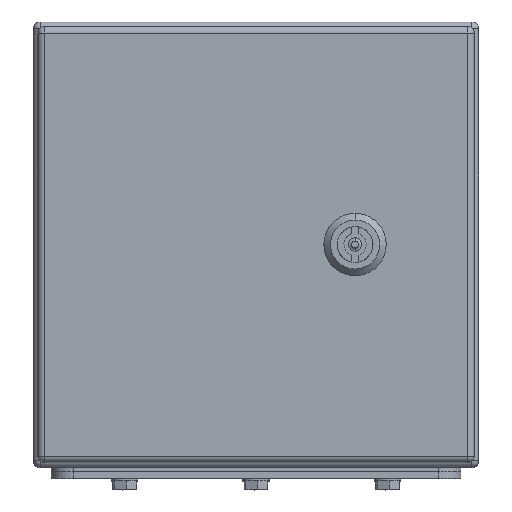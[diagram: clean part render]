
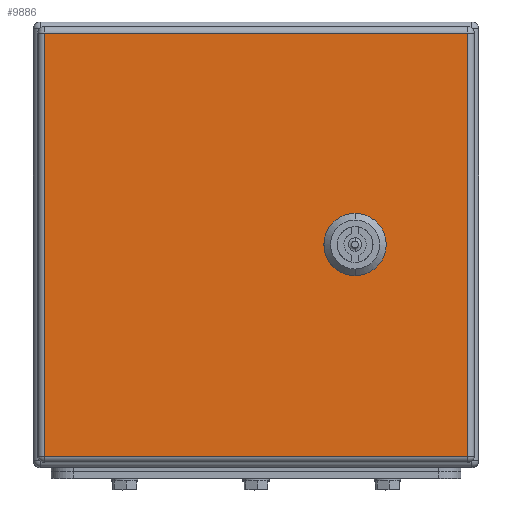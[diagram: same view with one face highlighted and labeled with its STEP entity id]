
A CAD part, top view. The second image highlights one B-rep face of the part: STEP entity #9886.
In plain terms, the highlighted planar face has unit normal (0, 0, 1).
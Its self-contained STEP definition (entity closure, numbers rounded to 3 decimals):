
#9793=AXIS2_PLACEMENT_3D('Plane Axis2P3D',#9790,#9791,#9792) ;
#9822=AXIS2_PLACEMENT_3D('Circle Axis2P3D',#9820,#9821,$) ;
#9838=AXIS2_PLACEMENT_3D('Circle Axis2P3D',#9836,#9837,$) ;
#9852=AXIS2_PLACEMENT_3D('Circle Axis2P3D',#9850,#9851,$) ;
#9866=AXIS2_PLACEMENT_3D('Circle Axis2P3D',#9864,#9865,$) ;
#9543=CARTESIAN_POINT('Vertex',(5.,15.,150.)) ;
#9546=CARTESIAN_POINT('Line Origine',(5.,110.,150.)) ;
#9550=CARTESIAN_POINT('Vertex',(5.,205.,150.)) ;
#9790=CARTESIAN_POINT('Axis2P3D Location',(100.,110.,150.)) ;
#9795=CARTESIAN_POINT('Line Origine',(195.,110.,150.)) ;
#9799=CARTESIAN_POINT('Vertex',(195.,15.,150.)) ;
#9801=CARTESIAN_POINT('Vertex',(195.,205.,150.)) ;
#9804=CARTESIAN_POINT('Line Origine',(100.,205.,150.)) ;
#9809=CARTESIAN_POINT('Line Origine',(100.,15.,150.)) ;
#9820=CARTESIAN_POINT('Axis2P3D Location',(144.5,110.,150.)) ;
#9824=CARTESIAN_POINT('Vertex',(139.863,120.25,150.)) ;
#9826=CARTESIAN_POINT('Vertex',(134.25,114.637,150.)) ;
#9829=CARTESIAN_POINT('Line Origine',(144.5,120.25,150.)) ;
#9833=CARTESIAN_POINT('Vertex',(149.137,120.25,150.)) ;
#9836=CARTESIAN_POINT('Axis2P3D Location',(144.5,110.,150.)) ;
#9840=CARTESIAN_POINT('Vertex',(154.75,114.637,150.)) ;
#9843=CARTESIAN_POINT('Line Origine',(154.75,110.,150.)) ;
#9847=CARTESIAN_POINT('Vertex',(154.75,105.363,150.)) ;
#9850=CARTESIAN_POINT('Axis2P3D Location',(144.5,110.,150.)) ;
#9854=CARTESIAN_POINT('Vertex',(149.137,99.75,150.)) ;
#9857=CARTESIAN_POINT('Line Origine',(144.5,99.75,150.)) ;
#9861=CARTESIAN_POINT('Vertex',(139.863,99.75,150.)) ;
#9864=CARTESIAN_POINT('Axis2P3D Location',(144.5,110.,150.)) ;
#9868=CARTESIAN_POINT('Vertex',(134.25,105.363,150.)) ;
#9871=CARTESIAN_POINT('Line Origine',(134.25,110.,150.)) ;
#9547=DIRECTION('Vector Direction',(0.,1.,0.)) ;
#9791=DIRECTION('Axis2P3D Direction',(0.,0.,1.)) ;
#9792=DIRECTION('Axis2P3D XDirection',(1.,0.,0.)) ;
#9796=DIRECTION('Vector Direction',(0.,1.,0.)) ;
#9805=DIRECTION('Vector Direction',(-1.,0.,0.)) ;
#9810=DIRECTION('Vector Direction',(1.,0.,0.)) ;
#9821=DIRECTION('Axis2P3D Direction',(0.,0.,1.)) ;
#9830=DIRECTION('Vector Direction',(-1.,0.,0.)) ;
#9837=DIRECTION('Axis2P3D Direction',(0.,0.,1.)) ;
#9844=DIRECTION('Vector Direction',(0.,1.,0.)) ;
#9851=DIRECTION('Axis2P3D Direction',(0.,0.,1.)) ;
#9858=DIRECTION('Vector Direction',(1.,0.,0.)) ;
#9865=DIRECTION('Axis2P3D Direction',(0.,0.,1.)) ;
#9872=DIRECTION('Vector Direction',(0.,-1.,0.)) ;
#9548=VECTOR('Line Direction',#9547,1.) ;
#9797=VECTOR('Line Direction',#9796,1.) ;
#9806=VECTOR('Line Direction',#9805,1.) ;
#9811=VECTOR('Line Direction',#9810,1.) ;
#9831=VECTOR('Line Direction',#9830,1.) ;
#9845=VECTOR('Line Direction',#9844,1.) ;
#9859=VECTOR('Line Direction',#9858,1.) ;
#9873=VECTOR('Line Direction',#9872,1.) ;
#9815=ORIENTED_EDGE('',*,*,#9803,.T.) ;
#9816=ORIENTED_EDGE('',*,*,#9808,.T.) ;
#9817=ORIENTED_EDGE('',*,*,#9552,.T.) ;
#9818=ORIENTED_EDGE('',*,*,#9813,.T.) ;
#9877=ORIENTED_EDGE('',*,*,#9828,.F.) ;
#9878=ORIENTED_EDGE('',*,*,#9835,.F.) ;
#9879=ORIENTED_EDGE('',*,*,#9842,.F.) ;
#9880=ORIENTED_EDGE('',*,*,#9849,.F.) ;
#9881=ORIENTED_EDGE('',*,*,#9856,.F.) ;
#9882=ORIENTED_EDGE('',*,*,#9863,.F.) ;
#9883=ORIENTED_EDGE('',*,*,#9870,.F.) ;
#9884=ORIENTED_EDGE('',*,*,#9875,.F.) ;
#9885=FACE_BOUND('',#9876,.T.) ;
#9886=ADVANCED_FACE('76198_ZUB_DE_QL_KEBI_200x200-2/76198_DE_QL_KEBI_200x200-1-solid1',(#9819,#9885),#9794,.T.) ;
#9823=CIRCLE('generated circle',#9822,11.25) ;
#9839=CIRCLE('generated circle',#9838,11.25) ;
#9853=CIRCLE('generated circle',#9852,11.25) ;
#9867=CIRCLE('generated circle',#9866,11.25) ;
#9552=EDGE_CURVE('',#9551,#9544,#9549,.F.) ;
#9803=EDGE_CURVE('',#9800,#9802,#9798,.T.) ;
#9808=EDGE_CURVE('',#9802,#9551,#9807,.T.) ;
#9813=EDGE_CURVE('',#9544,#9800,#9812,.T.) ;
#9828=EDGE_CURVE('',#9825,#9827,#9823,.T.) ;
#9835=EDGE_CURVE('',#9834,#9825,#9832,.T.) ;
#9842=EDGE_CURVE('',#9841,#9834,#9839,.T.) ;
#9849=EDGE_CURVE('',#9848,#9841,#9846,.T.) ;
#9856=EDGE_CURVE('',#9855,#9848,#9853,.T.) ;
#9863=EDGE_CURVE('',#9862,#9855,#9860,.T.) ;
#9870=EDGE_CURVE('',#9869,#9862,#9867,.T.) ;
#9875=EDGE_CURVE('',#9827,#9869,#9874,.T.) ;
#9814=EDGE_LOOP('',(#9815,#9816,#9817,#9818)) ;
#9876=EDGE_LOOP('',(#9877,#9878,#9879,#9880,#9881,#9882,#9883,#9884)) ;
#9819=FACE_OUTER_BOUND('',#9814,.T.) ;
#9549=LINE('Line',#9546,#9548) ;
#9798=LINE('Line',#9795,#9797) ;
#9807=LINE('Line',#9804,#9806) ;
#9812=LINE('Line',#9809,#9811) ;
#9832=LINE('Line',#9829,#9831) ;
#9846=LINE('Line',#9843,#9845) ;
#9860=LINE('Line',#9857,#9859) ;
#9874=LINE('Line',#9871,#9873) ;
#9794=PLANE('',#9793) ;
#9544=VERTEX_POINT('',#9543) ;
#9551=VERTEX_POINT('',#9550) ;
#9800=VERTEX_POINT('',#9799) ;
#9802=VERTEX_POINT('',#9801) ;
#9825=VERTEX_POINT('',#9824) ;
#9827=VERTEX_POINT('',#9826) ;
#9834=VERTEX_POINT('',#9833) ;
#9841=VERTEX_POINT('',#9840) ;
#9848=VERTEX_POINT('',#9847) ;
#9855=VERTEX_POINT('',#9854) ;
#9862=VERTEX_POINT('',#9861) ;
#9869=VERTEX_POINT('',#9868) ;
